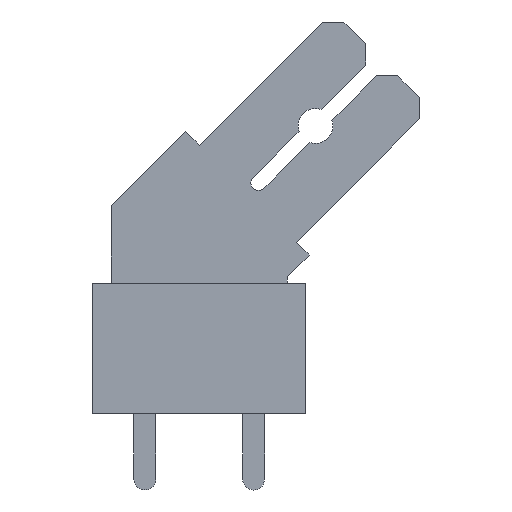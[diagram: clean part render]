
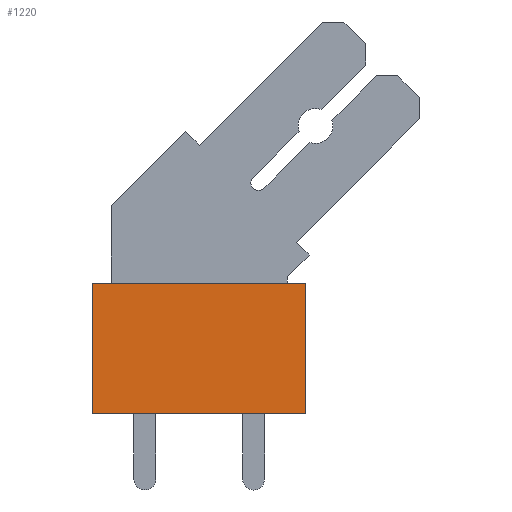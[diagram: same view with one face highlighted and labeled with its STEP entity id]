
A CAD part, left-side view. The second image highlights one B-rep face of the part: STEP entity #1220.
In plain terms, the highlighted planar face has unit normal (-1, 0, 0).
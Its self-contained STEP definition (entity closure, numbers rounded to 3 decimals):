
#1193=AXIS2_PLACEMENT_3D('Plane Axis2P3D',#1190,#1191,#1192) ;
#49=CARTESIAN_POINT('Vertex',(0.,5.212,3.5)) ;
#52=CARTESIAN_POINT('Line Origine',(0.,10.112,3.5)) ;
#56=CARTESIAN_POINT('Vertex',(0.,15.012,3.5)) ;
#1190=CARTESIAN_POINT('Axis2P3D Location',(0.,0.,0.)) ;
#1195=CARTESIAN_POINT('Line Origine',(0.,10.112,9.5)) ;
#1199=CARTESIAN_POINT('Vertex',(0.,5.212,9.5)) ;
#1201=CARTESIAN_POINT('Vertex',(0.,15.012,9.5)) ;
#1204=CARTESIAN_POINT('Line Origine',(0.,15.012,6.5)) ;
#1209=CARTESIAN_POINT('Line Origine',(0.,5.212,6.5)) ;
#53=DIRECTION('Vector Direction',(0.,1.,0.)) ;
#1191=DIRECTION('Axis2P3D Direction',(-1.,0.,0.)) ;
#1192=DIRECTION('Axis2P3D XDirection',(0.,0.,1.)) ;
#1196=DIRECTION('Vector Direction',(0.,-1.,0.)) ;
#1205=DIRECTION('Vector Direction',(0.,0.,1.)) ;
#1210=DIRECTION('Vector Direction',(0.,0.,-1.)) ;
#54=VECTOR('Line Direction',#53,1.) ;
#1197=VECTOR('Line Direction',#1196,1.) ;
#1206=VECTOR('Line Direction',#1205,1.) ;
#1211=VECTOR('Line Direction',#1210,1.) ;
#1215=ORIENTED_EDGE('',*,*,#1203,.T.) ;
#1216=ORIENTED_EDGE('',*,*,#1208,.T.) ;
#1217=ORIENTED_EDGE('',*,*,#58,.T.) ;
#1218=ORIENTED_EDGE('',*,*,#1213,.T.) ;
#1220=ADVANCED_FACE('_PCF 5.00/16/135 3.5 OR 9511930000',(#1219),#1194,.T.) ;
#58=EDGE_CURVE('',#57,#50,#55,.F.) ;
#1203=EDGE_CURVE('',#1200,#1202,#1198,.F.) ;
#1208=EDGE_CURVE('',#1202,#57,#1207,.F.) ;
#1213=EDGE_CURVE('',#50,#1200,#1212,.F.) ;
#1214=EDGE_LOOP('',(#1215,#1216,#1217,#1218)) ;
#1219=FACE_OUTER_BOUND('',#1214,.T.) ;
#55=LINE('Line',#52,#54) ;
#1198=LINE('Line',#1195,#1197) ;
#1207=LINE('Line',#1204,#1206) ;
#1212=LINE('Line',#1209,#1211) ;
#1194=PLANE('',#1193) ;
#50=VERTEX_POINT('',#49) ;
#57=VERTEX_POINT('',#56) ;
#1200=VERTEX_POINT('',#1199) ;
#1202=VERTEX_POINT('',#1201) ;
